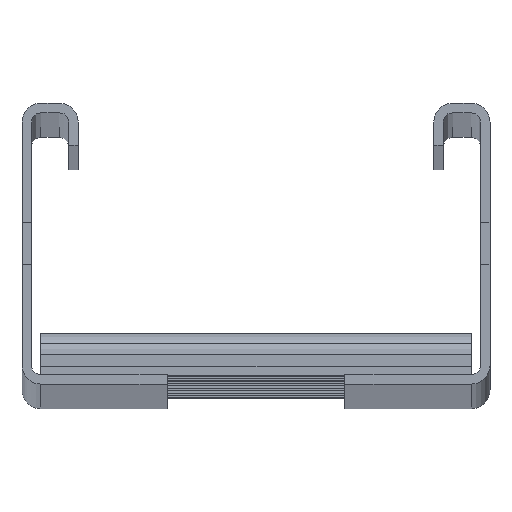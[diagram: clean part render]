
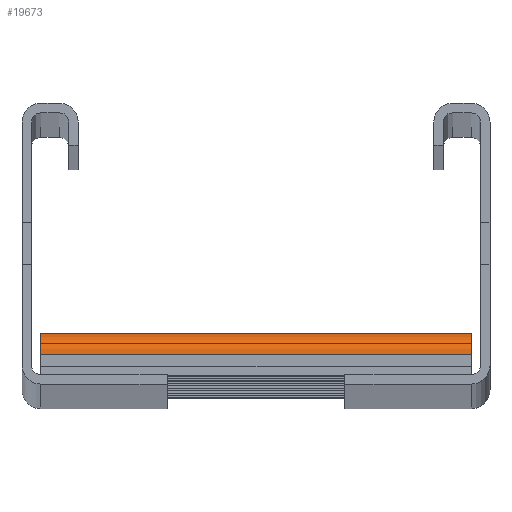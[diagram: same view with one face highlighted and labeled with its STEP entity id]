
A CAD part, top view. The second image highlights one B-rep face of the part: STEP entity #19673.
In plain terms, the highlighted cylindrical face has radius 4.5 mm (diameter 9 mm), a partial arc.
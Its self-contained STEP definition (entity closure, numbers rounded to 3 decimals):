
#5787=CARTESIAN_POINT('',(46.,-23.5,1363.));
#5788=DIRECTION('',(1.,0.,0.));
#5789=DIRECTION('',(0.,0.,-1.));
#5790=AXIS2_PLACEMENT_3D('',#5787,#5788,#5789);
#5843=DIRECTION('',(1.,0.,0.));
#5844=VECTOR('',#5843,92.);
#5845=CARTESIAN_POINT('',(-46.,-23.5,1367.5));
#5846=LINE('',#5845,#5844);
#5898=CARTESIAN_POINT('',(-46.,-23.5,1363.));
#5899=DIRECTION('',(1.,0.,0.));
#5900=DIRECTION('',(0.,0.,-1.));
#5901=AXIS2_PLACEMENT_3D('',#5898,#5899,#5900);
#5959=DIRECTION('',(1.,0.,0.));
#5960=VECTOR('',#5959,92.);
#5961=CARTESIAN_POINT('',(-46.,-23.5,1358.5));
#5962=LINE('',#5961,#5960);
#11753=CARTESIAN_POINT('',(-46.,-23.5,1358.5));
#11754=VERTEX_POINT('',#11753);
#11755=CARTESIAN_POINT('',(-46.,-23.5,1367.5));
#11756=VERTEX_POINT('',#11755);
#11773=CARTESIAN_POINT('',(46.,-23.5,1358.5));
#11774=VERTEX_POINT('',#11773);
#11775=CARTESIAN_POINT('',(46.,-23.5,1367.5));
#11776=VERTEX_POINT('',#11775);
#19662=CARTESIAN_POINT('',(-46.,-23.5,1363.));
#19663=DIRECTION('',(1.,0.,0.));
#19664=DIRECTION('',(0.,0.,-1.));
#19665=AXIS2_PLACEMENT_3D('',#19662,#19663,#19664);
#19666=CYLINDRICAL_SURFACE('',#19665,4.5);
#19667=ORIENTED_EDGE('',*,*,#19480,.F.);
#19668=ORIENTED_EDGE('',*,*,#19657,.T.);
#19669=ORIENTED_EDGE('',*,*,#19406,.T.);
#19670=ORIENTED_EDGE('',*,*,#19442,.F.);
#19671=EDGE_LOOP('',(#19667,#19668,#19669,#19670));
#19672=FACE_OUTER_BOUND('',#19671,.F.);
#19673=ADVANCED_FACE('',(#19672),#19666,.T.);
#5791=CIRCLE('',#5790,4.5);
#5902=CIRCLE('',#5901,4.5);
#19406=EDGE_CURVE('',#11774,#11776,#5791,.T.);
#19442=EDGE_CURVE('',#11756,#11776,#5846,.T.);
#19480=EDGE_CURVE('',#11754,#11756,#5902,.T.);
#19657=EDGE_CURVE('',#11754,#11774,#5962,.T.);
